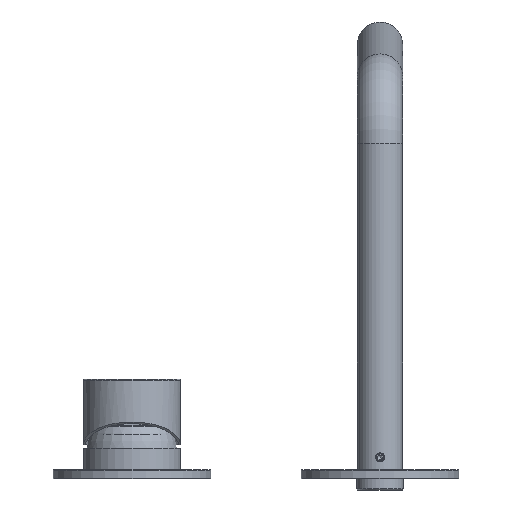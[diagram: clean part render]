
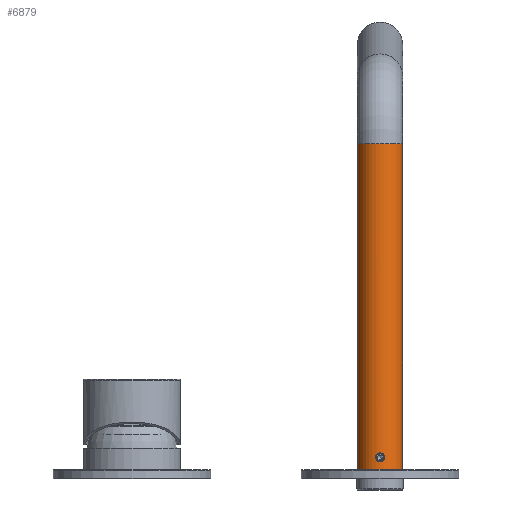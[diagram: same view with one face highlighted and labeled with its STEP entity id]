
A CAD part, left-side view. The second image highlights one B-rep face of the part: STEP entity #6879.
In plain terms, the highlighted cylindrical face has radius 10 mm (diameter 20 mm), a full revolution.
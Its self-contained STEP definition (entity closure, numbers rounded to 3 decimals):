
#675=B_SPLINE_CURVE_WITH_KNOTS('',3,(#10611,#10612,#10613,#10614,#10615,
#10616,#10617,#10618,#10619,#10620,#10621),.UNSPECIFIED.,.T.,.F.,(1,1,1,
1,1,1,1,1,1,1,1,1,1,1,1),(-0.004,-0.003,-0.001,
0.,0.001,0.003,0.004,
0.005,0.006,0.008,0.009,
0.01,0.011,0.013,0.014),
 .UNSPECIFIED.);
#2134=ORIENTED_EDGE('',*,*,#2785,.T.);
#2135=ORIENTED_EDGE('',*,*,#2786,.F.);
#2136=ORIENTED_EDGE('',*,*,#2784,.F.);
#2784=EDGE_CURVE('',#3248,#3248,#3508,.F.);
#2785=EDGE_CURVE('',#3249,#3249,#3509,.F.);
#2786=EDGE_CURVE('',#3250,#3250,#675,.T.);
#3248=VERTEX_POINT('',#10607);
#3249=VERTEX_POINT('',#10610);
#3250=VERTEX_POINT('',#10622);
#3508=CIRCLE('',#7494,10.);
#3509=CIRCLE('',#7496,10.);
#3952=EDGE_LOOP('',(#2134));
#3953=EDGE_LOOP('',(#2135));
#3954=EDGE_LOOP('',(#2136));
#4437=FACE_BOUND('',#3952,.T.);
#4438=FACE_BOUND('',#3953,.T.);
#4439=FACE_BOUND('',#3954,.T.);
#4559=CYLINDRICAL_SURFACE('',#7495,10.);
#6879=ADVANCED_FACE('',(#4437,#4438,#4439),#4559,.T.);
#7494=AXIS2_PLACEMENT_3D('',#10606,#8889,#8890);
#7495=AXIS2_PLACEMENT_3D('',#10608,#8891,#8892);
#7496=AXIS2_PLACEMENT_3D('',#10609,#8893,#8894);
#8889=DIRECTION('',(0.,0.,-1.));
#8890=DIRECTION('',(1.,0.,0.));
#8891=DIRECTION('',(0.,0.,1.));
#8892=DIRECTION('',(1.,0.,0.));
#8893=DIRECTION('',(0.,0.,-1.));
#8894=DIRECTION('',(-1.,0.,0.));
#10606=CARTESIAN_POINT('',(0.,0.,145.1));
#10607=CARTESIAN_POINT('',(10.,0.,145.1));
#10608=CARTESIAN_POINT('',(0.,0.,0.));
#10609=CARTESIAN_POINT('',(0.,0.,0.3));
#10610=CARTESIAN_POINT('',(-10.,0.,0.3));
#10611=CARTESIAN_POINT('',(-9.934,-1.272,7.269));
#10612=CARTESIAN_POINT('',(-10.033,0.,7.797));
#10613=CARTESIAN_POINT('',(-9.934,1.27,7.27));
#10614=CARTESIAN_POINT('',(-9.834,1.796,6.002));
#10615=CARTESIAN_POINT('',(-9.934,1.271,4.73));
#10616=CARTESIAN_POINT('',(-10.033,0.,4.204));
#10617=CARTESIAN_POINT('',(-9.935,-1.269,4.728));
#10618=CARTESIAN_POINT('',(-9.834,-1.796,5.999));
#10619=CARTESIAN_POINT('',(-9.934,-1.272,7.269));
#10620=CARTESIAN_POINT('',(-10.033,0.,7.797));
#10621=CARTESIAN_POINT('',(-9.934,1.27,7.27));
#10622=CARTESIAN_POINT('',(-10.,0.,7.621));
